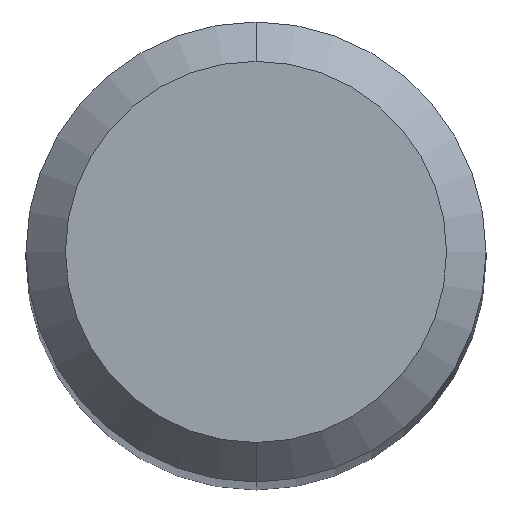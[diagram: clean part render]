
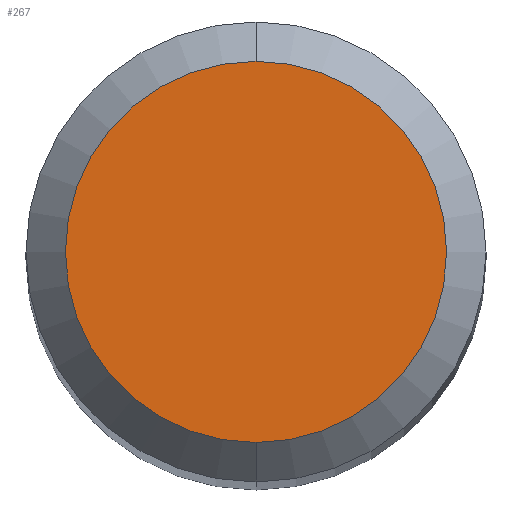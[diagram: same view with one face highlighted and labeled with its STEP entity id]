
A CAD part, top view. The second image highlights one B-rep face of the part: STEP entity #267.
In plain terms, the highlighted planar face has unit normal (0, 0, 1).
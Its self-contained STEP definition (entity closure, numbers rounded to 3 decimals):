
#145=VERTEX_POINT('',#364);
#175=EDGE_CURVE('',#145,#185,#398,.T.);
#185=VERTEX_POINT('',#408);
#261=EDGE_CURVE('',#185,#145,#494,.T.);
#267=ADVANCED_FACE('',(#500),#501,.T.);
#364=CARTESIAN_POINT('',(0.,-1.45,0.0));
#398=CIRCLE('',#644,1.45);
#408=CARTESIAN_POINT('',(0.0,1.45,0.0));
#494=CIRCLE('',#773,1.45);
#500=FACE_OUTER_BOUND('',#781,.T.);
#501=PLANE('',#782);
#644=AXIS2_PLACEMENT_3D('',#932,#933,#934);
#773=AXIS2_PLACEMENT_3D('',#1065,#1066,#1067);
#781=EDGE_LOOP('',(#1070,#1071));
#782=AXIS2_PLACEMENT_3D('',#1072,#1073,#1074);
#932=CARTESIAN_POINT('',(0.0,0.0,0.0));
#933=DIRECTION('',(0.0,0.0,-1.0));
#934=DIRECTION('',(0.0,1.0,0.0));
#1065=CARTESIAN_POINT('',(0.0,0.0,0.0));
#1066=DIRECTION('',(0.0,0.0,-1.0));
#1067=DIRECTION('',(0.0,1.0,0.0));
#1070=ORIENTED_EDGE('',*,*,#261,.F.);
#1071=ORIENTED_EDGE('',*,*,#175,.F.);
#1072=CARTESIAN_POINT('',(0.0,0.725,0.0));
#1073=DIRECTION('',(-0.0,0.0,1.0));
#1074=DIRECTION('',(0.0,-1.0,0.0));
